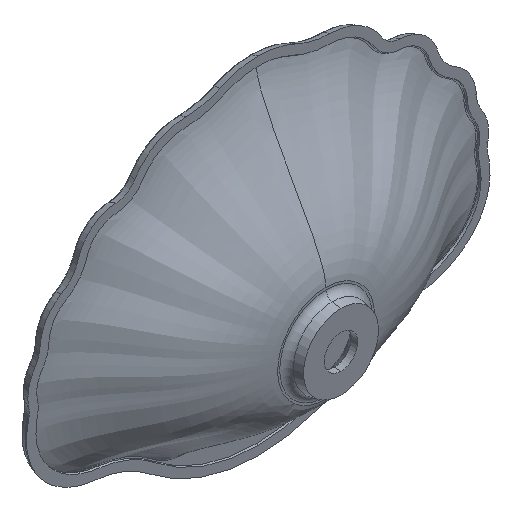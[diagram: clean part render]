
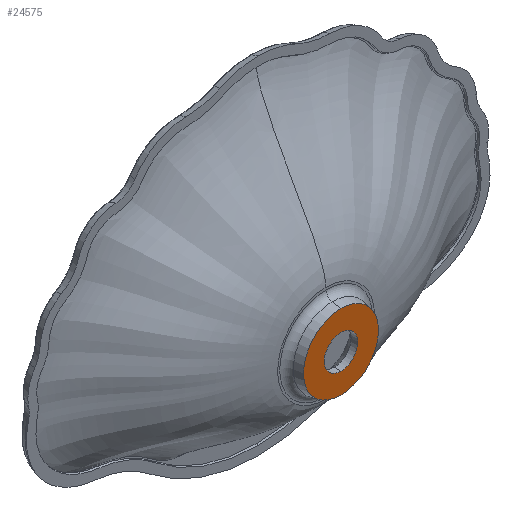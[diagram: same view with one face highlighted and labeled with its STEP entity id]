
A CAD part, isometric view. The second image highlights one B-rep face of the part: STEP entity #24575.
In plain terms, the highlighted planar face has unit normal (0, -1, 0).
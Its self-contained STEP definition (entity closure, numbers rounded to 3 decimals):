
#97 = ORIENTED_EDGE ( 'NONE', *, *, #23525, .F. ) ;
#1326 = DIRECTION ( 'NONE',  ( 0., 0., 1. ) ) ;
#2359 = ORIENTED_EDGE ( 'NONE', *, *, #22506, .T. ) ;
#3024 = VERTEX_POINT ( 'NONE', #21969 ) ;
#3506 = VERTEX_POINT ( 'NONE', #10288 ) ;
#3549 = DIRECTION ( 'NONE',  ( 0., -1., 0. ) ) ;
#3893 = DIRECTION ( 'NONE',  ( 0., 0., 1. ) ) ;
#5335 = CARTESIAN_POINT ( 'NONE',  ( 0., -122., 0. ) ) ;
#5684 = EDGE_CURVE ( 'NONE', #16042, #24582, #23186, .T. ) ;
#7278 = DIRECTION ( 'NONE',  ( 0., 0., 1. ) ) ;
#7303 = CARTESIAN_POINT ( 'NONE',  ( 0., -122., -22.5 ) ) ;
#7641 = CARTESIAN_POINT ( 'NONE',  ( -230.898, -122., -231.364 ) ) ;
#9097 = EDGE_CURVE ( 'NONE', #3024, #3506, #12522, .T. ) ;
#10288 = CARTESIAN_POINT ( 'NONE',  ( 0., -122., -50.29 ) ) ;
#10323 = AXIS2_PLACEMENT_3D ( 'NONE', #5335, #15233, #7278 ) ;
#11519 = CARTESIAN_POINT ( 'NONE',  ( 0., -122., 22.5 ) ) ;
#11557 = CARTESIAN_POINT ( 'NONE',  ( 0., -122., 0. ) ) ;
#11657 = ORIENTED_EDGE ( 'NONE', *, *, #5684, .F. ) ;
#12522 = CIRCLE ( 'NONE', #23845, 50.29 ) ;
#12652 = FACE_BOUND ( 'NONE', #14152, .T. ) ;
#12800 = AXIS2_PLACEMENT_3D ( 'NONE', #23957, #3549, #17767 ) ;
#13390 = DIRECTION ( 'NONE',  ( 0., 0., 1. ) ) ;
#13646 = DIRECTION ( 'NONE',  ( 0., 1., 0. ) ) ;
#13728 = AXIS2_PLACEMENT_3D ( 'NONE', #7641, #13646, #13390 ) ;
#14152 = EDGE_LOOP ( 'NONE', ( #11657, #97 ) ) ;
#14400 = CIRCLE ( 'NONE', #10323, 50.29 ) ;
#15233 = DIRECTION ( 'NONE',  ( 0., -1., 0. ) ) ;
#15517 = EDGE_LOOP ( 'NONE', ( #2359, #23990 ) ) ;
#15674 = CIRCLE ( 'NONE', #26097, 22.5 ) ;
#16042 = VERTEX_POINT ( 'NONE', #11519 ) ;
#17767 = DIRECTION ( 'NONE',  ( 0., 0., 1. ) ) ;
#19310 = FACE_OUTER_BOUND ( 'NONE', #15517, .T. ) ;
#19328 = PLANE ( 'NONE',  #13728 ) ;
#19964 = DIRECTION ( 'NONE',  ( 0., -1., 0. ) ) ;
#21969 = CARTESIAN_POINT ( 'NONE',  ( 0., -122., 50.29 ) ) ;
#22506 = EDGE_CURVE ( 'NONE', #3506, #3024, #14400, .T. ) ;
#23186 = CIRCLE ( 'NONE', #12800, 22.5 ) ;
#23525 = EDGE_CURVE ( 'NONE', #24582, #16042, #15674, .T. ) ;
#23527 = DIRECTION ( 'NONE',  ( 0., -1., 0. ) ) ;
#23845 = AXIS2_PLACEMENT_3D ( 'NONE', #24412, #19964, #3893 ) ;
#23957 = CARTESIAN_POINT ( 'NONE',  ( 0., -122., 0. ) ) ;
#23990 = ORIENTED_EDGE ( 'NONE', *, *, #9097, .T. ) ;
#24412 = CARTESIAN_POINT ( 'NONE',  ( 0., -122., 0. ) ) ;
#24575 = ADVANCED_FACE ( 'NONE', ( #19310, #12652 ), #19328, .F. ) ;
#24582 = VERTEX_POINT ( 'NONE', #7303 ) ;
#26097 = AXIS2_PLACEMENT_3D ( 'NONE', #11557, #23527, #1326 ) ;
